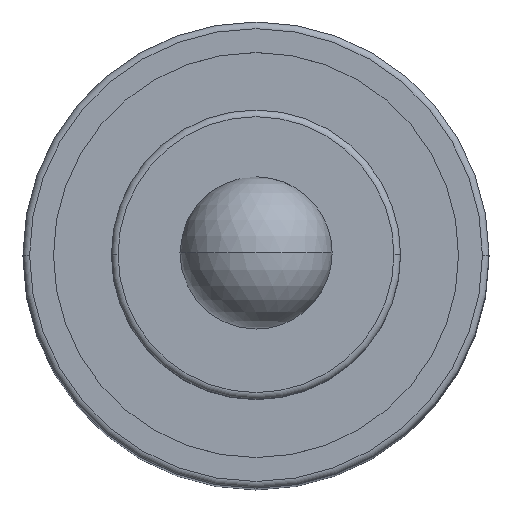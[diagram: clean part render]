
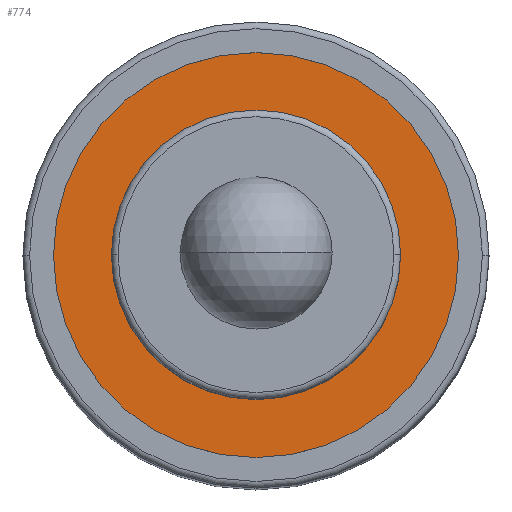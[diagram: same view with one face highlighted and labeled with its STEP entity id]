
A CAD part, top view. The second image highlights one B-rep face of the part: STEP entity #774.
In plain terms, the highlighted planar face has unit normal (0, 0, 1).
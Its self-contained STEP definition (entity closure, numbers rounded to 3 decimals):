
#23 = DIRECTION ( 'NONE',  ( 1., 0., 0. ) ) ;
#24 = DIRECTION ( 'NONE',  ( 0., 0., 1. ) ) ;
#42 = VERTEX_POINT ( 'NONE', #624 ) ;
#62 = EDGE_CURVE ( 'NONE', #42, #468, #626, .T. ) ;
#113 = DIRECTION ( 'NONE',  ( 1., 0., 0. ) ) ;
#129 = CIRCLE ( 'NONE', #249, 6.082 ) ;
#136 = AXIS2_PLACEMENT_3D ( 'NONE', #410, #24, #23 ) ;
#159 = FACE_BOUND ( 'NONE', #723, .T. ) ;
#171 = ORIENTED_EDGE ( 'NONE', *, *, #325, .T. ) ;
#186 = ORIENTED_EDGE ( 'NONE', *, *, #62, .F. ) ;
#192 = ORIENTED_EDGE ( 'NONE', *, *, #302, .F. ) ;
#199 = CARTESIAN_POINT ( 'NONE',  ( 4.342, 0., 32.3 ) ) ;
#202 = ORIENTED_EDGE ( 'NONE', *, *, #535, .T. ) ;
#247 = CARTESIAN_POINT ( 'NONE',  ( 0., 0., 32.3 ) ) ;
#249 = AXIS2_PLACEMENT_3D ( 'NONE', #494, #488, #613 ) ;
#302 = EDGE_CURVE ( 'NONE', #468, #42, #549, .T. ) ;
#322 = CARTESIAN_POINT ( 'NONE',  ( 0., 0., 32.3 ) ) ;
#325 = EDGE_CURVE ( 'NONE', #518, #782, #347, .T. ) ;
#347 = CIRCLE ( 'NONE', #589, 6.082 ) ;
#367 = DIRECTION ( 'NONE',  ( 0., 0., 1. ) ) ;
#372 = AXIS2_PLACEMENT_3D ( 'NONE', #817, #367, #113 ) ;
#410 = CARTESIAN_POINT ( 'NONE',  ( 0., 0., 32.3 ) ) ;
#442 = DIRECTION ( 'NONE',  ( 0., 0., 1. ) ) ;
#459 = EDGE_LOOP ( 'NONE', ( #171, #202 ) ) ;
#468 = VERTEX_POINT ( 'NONE', #199 ) ;
#488 = DIRECTION ( 'NONE',  ( 0., 0., 1. ) ) ;
#494 = CARTESIAN_POINT ( 'NONE',  ( 0., 0., 32.3 ) ) ;
#508 = DIRECTION ( 'NONE',  ( 1., 0., 0. ) ) ;
#518 = VERTEX_POINT ( 'NONE', #537 ) ;
#528 = DIRECTION ( 'NONE',  ( 1., 0., 0. ) ) ;
#535 = EDGE_CURVE ( 'NONE', #782, #518, #129, .T. ) ;
#537 = CARTESIAN_POINT ( 'NONE',  ( -6.082, 0., 32.3 ) ) ;
#549 = CIRCLE ( 'NONE', #136, 4.342 ) ;
#584 = AXIS2_PLACEMENT_3D ( 'NONE', #322, #636, #508 ) ;
#589 = AXIS2_PLACEMENT_3D ( 'NONE', #247, #442, #528 ) ;
#590 = PLANE ( 'NONE',  #584 ) ;
#613 = DIRECTION ( 'NONE',  ( 1., 0., 0. ) ) ;
#624 = CARTESIAN_POINT ( 'NONE',  ( -4.342, 0., 32.3 ) ) ;
#626 = CIRCLE ( 'NONE', #372, 4.342 ) ;
#636 = DIRECTION ( 'NONE',  ( 0., 0., 1. ) ) ;
#717 = FACE_OUTER_BOUND ( 'NONE', #459, .T. ) ;
#723 = EDGE_LOOP ( 'NONE', ( #186, #192 ) ) ;
#774 = ADVANCED_FACE ( 'NONE', ( #717, #159 ), #590, .T. ) ;
#782 = VERTEX_POINT ( 'NONE', #796 ) ;
#796 = CARTESIAN_POINT ( 'NONE',  ( 6.082, 0., 32.3 ) ) ;
#817 = CARTESIAN_POINT ( 'NONE',  ( 0., 0., 32.3 ) ) ;
